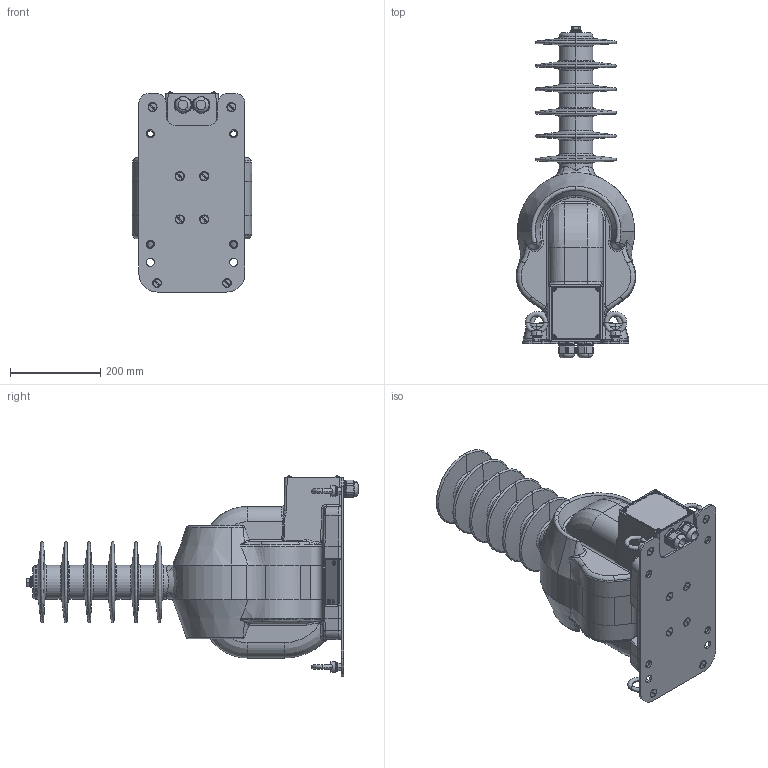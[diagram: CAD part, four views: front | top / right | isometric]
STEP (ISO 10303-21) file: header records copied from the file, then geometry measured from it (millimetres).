
FILE_DESCRIPTION (( 'STEP AP214' ), '1' );
FILE_NAME ('1藤.671 242.013.STEP', '2026-01-23T10:57:16', ( '' ), ( '' ), 'SwSTEP 2.0', 'SolidWorks 2010', '' );
FILE_SCHEMA (( 'AUTOMOTIVE_DESIGN' ));
Length unit declared in the file: millimetre
Products named in the file (1): 1藤.671 242.013
Bounding box: 264.93 x 736.26 x 443.76 mm (x, y, z)
Volume: 21634586.2 mm3; surface area: 2073590.2 mm2
Topology: 47 solids, 50 shells, 2593 faces, 6076 edges, 3638 vertices
Faces by surface type: cylinder 895, plane 765, cone 329, torus 306, sphere 170, bspline 128
Entity records: 110414 total; most frequent: CARTESIAN_POINT 21847, DIRECTION 13162, ORIENTED_EDGE 12116, EDGE_CURVE 6058, AXIS2_PLACEMENT_3D 5284, VERTEX_POINT 3638, CIRCLE 2818, EDGE_LOOP 2792
